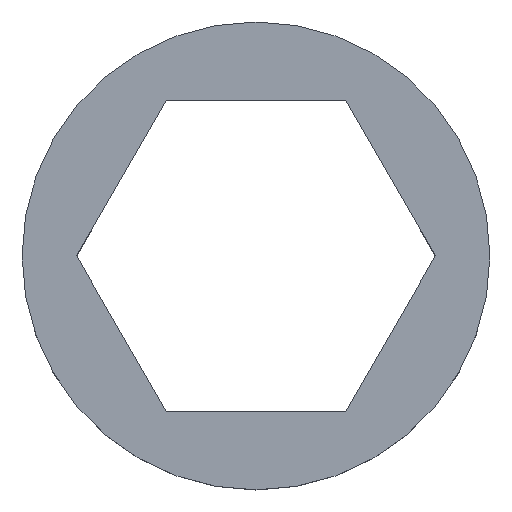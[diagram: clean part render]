
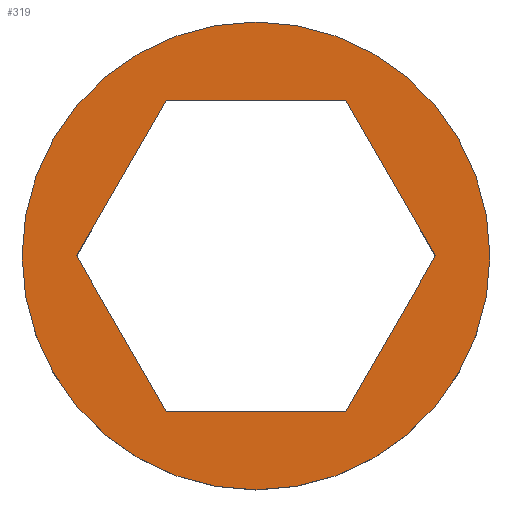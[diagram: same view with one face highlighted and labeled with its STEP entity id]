
A CAD part, top view. The second image highlights one B-rep face of the part: STEP entity #319.
In plain terms, the highlighted planar face has unit normal (0, 0, 1).
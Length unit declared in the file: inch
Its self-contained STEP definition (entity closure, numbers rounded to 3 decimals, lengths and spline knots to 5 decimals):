
#6 = DIRECTION ( 'NONE',  ( 1., 0., 0. ) ) ;
#9 = EDGE_CURVE ( 'NONE', #215, #11, #121, .T. ) ;
#10 = VECTOR ( 'NONE', #116, 39.37008 ) ;
#11 = VERTEX_POINT ( 'NONE', #311 ) ;
#12 = ORIENTED_EDGE ( 'NONE', *, *, #113, .F. ) ;
#25 = VECTOR ( 'NONE', #288, 39.37008 ) ;
#26 = CARTESIAN_POINT ( 'NONE',  ( -0.14722, 0.255, 0.0625 ) ) ;
#30 = DIRECTION ( 'NONE',  ( 1., 0., 0. ) ) ;
#32 = CARTESIAN_POINT ( 'NONE',  ( 0., 0., 0.0625 ) ) ;
#35 = LINE ( 'NONE', #87, #10 ) ;
#43 = EDGE_LOOP ( 'NONE', ( #284, #12, #176, #208, #44, #153 ) ) ;
#44 = ORIENTED_EDGE ( 'NONE', *, *, #202, .F. ) ;
#45 = EDGE_CURVE ( 'NONE', #11, #118, #287, .T. ) ;
#57 = PLANE ( 'NONE',  #285 ) ;
#72 = LINE ( 'NONE', #292, #298 ) ;
#73 = CARTESIAN_POINT ( 'NONE',  ( 0., 0., 0.0625 ) ) ;
#87 = CARTESIAN_POINT ( 'NONE',  ( 0.14722, 0.255, 0.0625 ) ) ;
#89 = DIRECTION ( 'NONE',  ( 0., 0., 1. ) ) ;
#96 = EDGE_CURVE ( 'NONE', #261, #260, #269, .T. ) ;
#97 = ORIENTED_EDGE ( 'NONE', *, *, #228, .T. ) ;
#104 = VECTOR ( 'NONE', #111, 39.37008 ) ;
#111 = DIRECTION ( 'NONE',  ( 0.5, -0.866, 0. ) ) ;
#113 = EDGE_CURVE ( 'NONE', #310, #215, #72, .T. ) ;
#116 = DIRECTION ( 'NONE',  ( -1., 0., 0. ) ) ;
#117 = CARTESIAN_POINT ( 'NONE',  ( 0., 0., 0.0625 ) ) ;
#118 = VERTEX_POINT ( 'NONE', #294 ) ;
#121 = LINE ( 'NONE', #209, #306 ) ;
#122 = CARTESIAN_POINT ( 'NONE',  ( 0.29445, 0., 0.0625 ) ) ;
#124 = EDGE_CURVE ( 'NONE', #335, #186, #230, .T. ) ;
#153 = ORIENTED_EDGE ( 'NONE', *, *, #45, .F. ) ;
#158 = DIRECTION ( 'NONE',  ( -0.5, -0.866, 0. ) ) ;
#159 = AXIS2_PLACEMENT_3D ( 'NONE', #32, #89, #6 ) ;
#174 = LINE ( 'NONE', #226, #104 ) ;
#175 = VECTOR ( 'NONE', #158, 39.37008 ) ;
#176 = ORIENTED_EDGE ( 'NONE', *, *, #243, .F. ) ;
#185 = DIRECTION ( 'NONE',  ( 0.5, 0.866, 0. ) ) ;
#186 = VERTEX_POINT ( 'NONE', #330 ) ;
#191 = DIRECTION ( 'NONE',  ( 1., 0., 0. ) ) ;
#198 = CARTESIAN_POINT ( 'NONE',  ( -0.14722, -0.255, 0.0625 ) ) ;
#200 = FACE_OUTER_BOUND ( 'NONE', #250, .T. ) ;
#202 = EDGE_CURVE ( 'NONE', #118, #261, #35, .T. ) ;
#204 = CARTESIAN_POINT ( 'NONE',  ( 0.38386, 0., 0.0625 ) ) ;
#208 = ORIENTED_EDGE ( 'NONE', *, *, #96, .F. ) ;
#209 = CARTESIAN_POINT ( 'NONE',  ( 0.14722, -0.255, 0.0625 ) ) ;
#215 = VERTEX_POINT ( 'NONE', #271 ) ;
#226 = CARTESIAN_POINT ( 'NONE',  ( -0.29445, 0., 0.0625 ) ) ;
#228 = EDGE_CURVE ( 'NONE', #186, #335, #347, .T. ) ;
#229 = DIRECTION ( 'NONE',  ( 0., 0., 1. ) ) ;
#230 = CIRCLE ( 'NONE', #240, 0.38386 ) ;
#240 = AXIS2_PLACEMENT_3D ( 'NONE', #73, #267, #191 ) ;
#243 = EDGE_CURVE ( 'NONE', #260, #310, #174, .T. ) ;
#250 = EDGE_LOOP ( 'NONE', ( #97, #315 ) ) ;
#260 = VERTEX_POINT ( 'NONE', #327 ) ;
#261 = VERTEX_POINT ( 'NONE', #26 ) ;
#267 = DIRECTION ( 'NONE',  ( 0., 0., 1. ) ) ;
#269 = LINE ( 'NONE', #320, #175 ) ;
#271 = CARTESIAN_POINT ( 'NONE',  ( 0.14722, -0.255, 0.0625 ) ) ;
#284 = ORIENTED_EDGE ( 'NONE', *, *, #9, .F. ) ;
#285 = AXIS2_PLACEMENT_3D ( 'NONE', #117, #229, #30 ) ;
#287 = LINE ( 'NONE', #122, #25 ) ;
#288 = DIRECTION ( 'NONE',  ( -0.5, 0.866, 0. ) ) ;
#292 = CARTESIAN_POINT ( 'NONE',  ( -0.14722, -0.255, 0.0625 ) ) ;
#294 = CARTESIAN_POINT ( 'NONE',  ( 0.14722, 0.255, 0.0625 ) ) ;
#298 = VECTOR ( 'NONE', #344, 39.37008 ) ;
#303 = FACE_BOUND ( 'NONE', #43, .T. ) ;
#306 = VECTOR ( 'NONE', #185, 39.37008 ) ;
#310 = VERTEX_POINT ( 'NONE', #198 ) ;
#311 = CARTESIAN_POINT ( 'NONE',  ( 0.29445, 0., 0.0625 ) ) ;
#315 = ORIENTED_EDGE ( 'NONE', *, *, #124, .T. ) ;
#319 = ADVANCED_FACE ( 'NONE', ( #200, #303 ), #57, .T. ) ;
#320 = CARTESIAN_POINT ( 'NONE',  ( -0.14722, 0.255, 0.0625 ) ) ;
#327 = CARTESIAN_POINT ( 'NONE',  ( -0.29445, 0., 0.0625 ) ) ;
#330 = CARTESIAN_POINT ( 'NONE',  ( -0.38386, 0., 0.0625 ) ) ;
#335 = VERTEX_POINT ( 'NONE', #204 ) ;
#344 = DIRECTION ( 'NONE',  ( 1., 0., 0. ) ) ;
#347 = CIRCLE ( 'NONE', #159, 0.38386 ) ;
